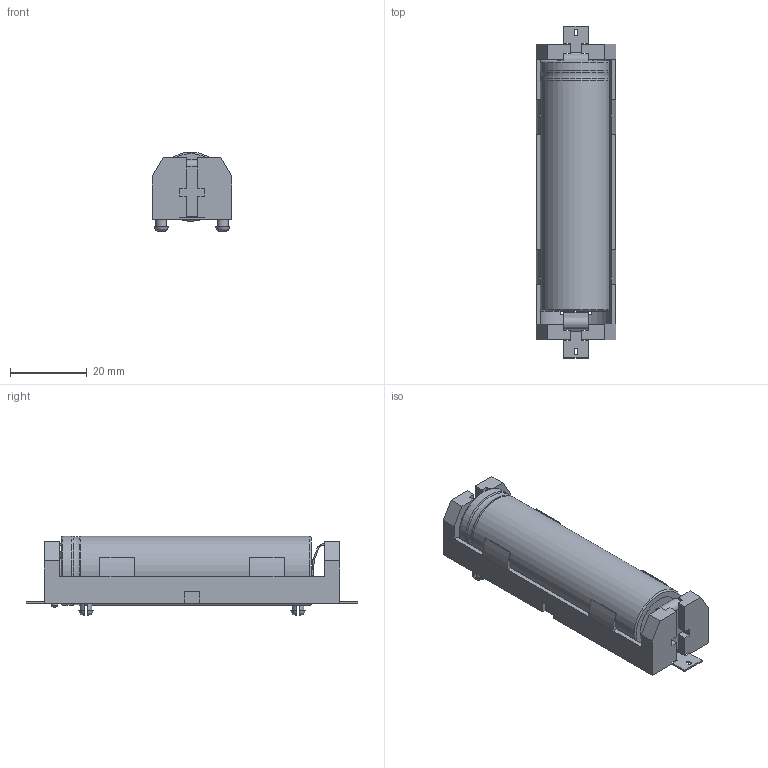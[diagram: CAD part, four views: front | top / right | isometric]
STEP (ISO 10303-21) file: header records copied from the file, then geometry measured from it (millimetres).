
FILE_DESCRIPTION(/* description */ (''),/* implementation_level */ '2;1');
FILE_NAME(/* name */ 'Hold_18650-1p_smd_WITH_BAT.step',/* time_stamp */ '2024-01-23T13:35:30+02:00',/* author */ (''),/* organization */ (''),/* preprocessor_version */ 'ST-DEVELOPER v20',/* originating_system */ 'Autodesk Translation Framework v12.14.0.127',/* authorisation */ '');
FILE_SCHEMA (('AUTOMOTIVE_DESIGN { 1 0 10303 214 3 1 1 }'));
Length unit declared in the file: millimetre
Products named in the file (3): (Unsaved); Hold_18650_Con_smd; Hold_18650-1p_smd
Assembly tree (3 placements, depth 2):
  (Unsaved)
    Hold_18650_Con_smd  x2
    Hold_18650-1p_smd
Bounding box: 20.8 x 86.44 x 20.75 mm (x, y, z)
Volume: 22059.1 mm3; surface area: 10892.2 mm2
Topology: 4 solids, 4 shells, 253 faces, 633 edges, 395 vertices
Faces by surface type: plane 187, cylinder 50, torus 11, bspline 5
Full cylindrical faces by diameter (mm): 1.6 x1, 11 x1, 14 x1, 14.65 x1, 18 x2
Entity records: 6811 total; most frequent: CARTESIAN_POINT 1669, DIRECTION 1044, ORIENTED_EDGE 1042, EDGE_CURVE 521, LINE 386, VECTOR 386, VERTEX_POINT 331, AXIS2_PLACEMENT_3D 329
